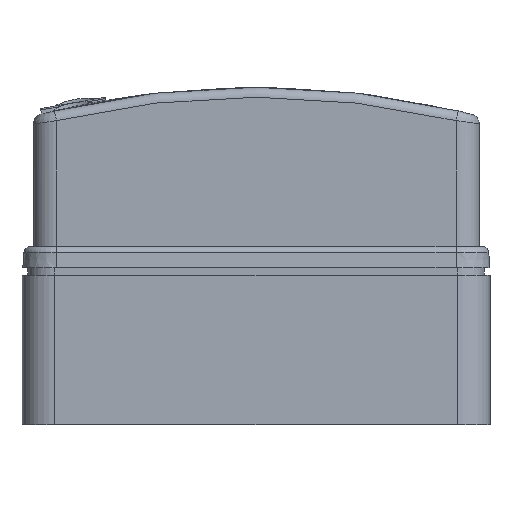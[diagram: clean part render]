
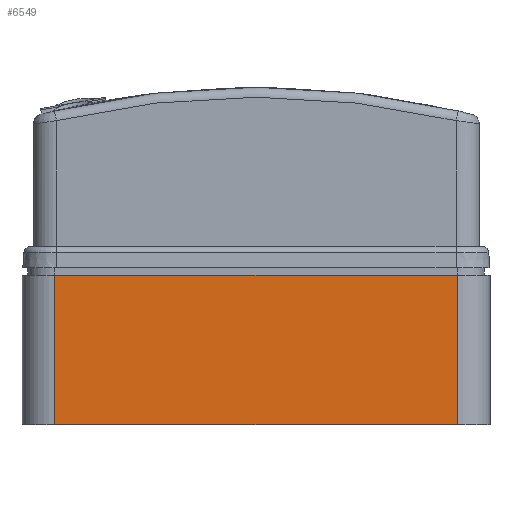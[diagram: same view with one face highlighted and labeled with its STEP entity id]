
A CAD part, front view. The second image highlights one B-rep face of the part: STEP entity #6549.
In plain terms, the highlighted planar face has unit normal (0, -1, 0).
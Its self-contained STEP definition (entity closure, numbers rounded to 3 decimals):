
#1521=DIRECTION('',(1.,0.,0.));
#1522=VECTOR('',#1521,122.);
#1523=CARTESIAN_POINT('',(-61.,-105.,41.25));
#1524=LINE('',#1523,#1522);
#1525=DIRECTION('',(0.,0.,-1.));
#1526=VECTOR('',#1525,45.35);
#1527=CARTESIAN_POINT('',(61.,-105.,41.25));
#1528=LINE('',#1527,#1526);
#1529=DIRECTION('',(-1.,0.,0.));
#1530=VECTOR('',#1529,122.);
#1531=CARTESIAN_POINT('',(61.,-105.,-4.1));
#1532=LINE('',#1531,#1530);
#1533=DIRECTION('',(0.,0.,1.));
#1534=VECTOR('',#1533,45.35);
#1535=CARTESIAN_POINT('',(-61.,-105.,-4.1));
#1536=LINE('',#1535,#1534);
#4040=CARTESIAN_POINT('',(-61.,-105.,-4.1));
#4041=VERTEX_POINT('',#4040);
#4128=CARTESIAN_POINT('',(61.,-105.,-4.1));
#4129=VERTEX_POINT('',#4128);
#4366=CARTESIAN_POINT('',(-61.,-105.,41.25));
#4367=CARTESIAN_POINT('',(61.,-105.,41.25));
#4368=VERTEX_POINT('',#4366);
#4369=VERTEX_POINT('',#4367);
#6536=CARTESIAN_POINT('',(-71.,-105.,-2.25));
#6537=DIRECTION('',(0.,-1.,0.));
#6538=DIRECTION('',(1.,0.,0.));
#6539=AXIS2_PLACEMENT_3D('',#6536,#6537,#6538);
#6540=PLANE('',#6539);
#6541=ORIENTED_EDGE('',*,*,#6474,.T.);
#6543=ORIENTED_EDGE('',*,*,#6542,.T.);
#6545=ORIENTED_EDGE('',*,*,#6544,.T.);
#6546=ORIENTED_EDGE('',*,*,#6528,.T.);
#6547=EDGE_LOOP('',(#6541,#6543,#6545,#6546));
#6548=FACE_OUTER_BOUND('',#6547,.F.);
#6549=ADVANCED_FACE('',(#6548),#6540,.T.);
#6474=EDGE_CURVE('',#4368,#4369,#1524,.T.);
#6528=EDGE_CURVE('',#4041,#4368,#1536,.T.);
#6542=EDGE_CURVE('',#4369,#4129,#1528,.T.);
#6544=EDGE_CURVE('',#4129,#4041,#1532,.T.);
